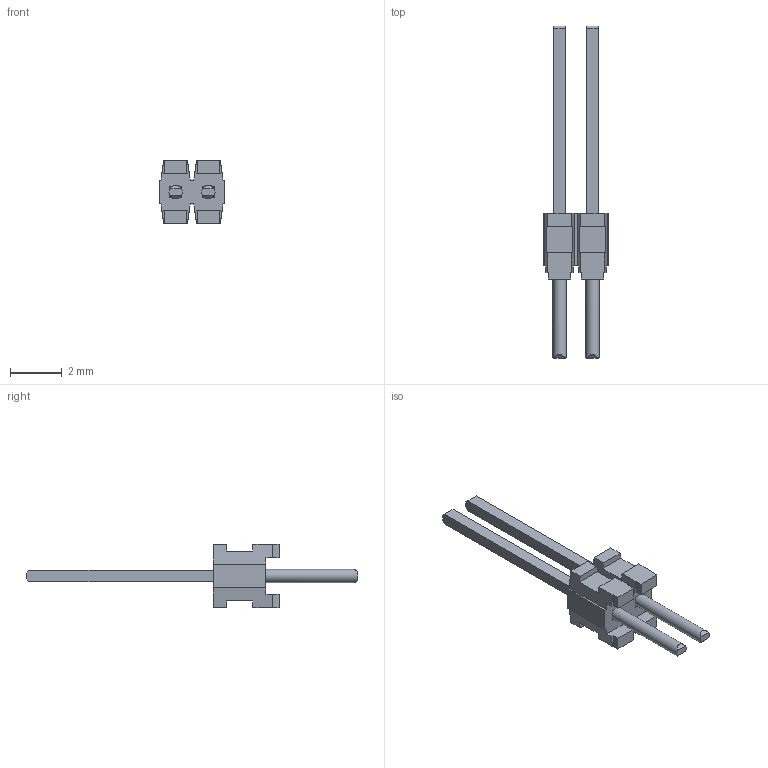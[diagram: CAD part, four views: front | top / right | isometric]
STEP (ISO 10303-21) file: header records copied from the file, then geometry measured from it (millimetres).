
FILE_DESCRIPTION(/* description */ ('STEP AP214'),/* implementation_level */ '2;1');
FILE_NAME(/* name */ 'TMS-102-53-L-S',/* time_stamp */ '2025-11-24T12:56:06+01:00',/* author */ ('License CC BY-ND 4.0'),/* organization */ ('CADENAS'),/* preprocessor_version */ 'ST-DEVELOPER v20',/* originating_system */ 'PARTsolutions',/* authorisation */ ' ');
FILE_SCHEMA (('AUTOMOTIVE_DESIGN {1 0 10303 214 3 1 1}'));
Length unit declared in the file: inch
Products named in the file (3): TMS-102-53-L-S; TMS-102-S_header; T-1M6-02-53-S
Assembly tree (2 placements, depth 2):
  TMS-102-53-L-S
    TMS-102-S_header
    T-1M6-02-53-S
Bounding box: 2.54 x 12.83 x 2.44 mm (x, y, z)
Volume: 15.9 mm3; surface area: 96.1 mm2
Topology: 2 solids, 2 shells, 105 faces, 296 edges, 196 vertices
Faces by surface type: plane 103, cylinder 2
Full cylindrical faces by diameter (mm): 0.508 x2
Entity records: 3386 total; most frequent: CARTESIAN_POINT 594, ORIENTED_EDGE 584, DIRECTION 518, EDGE_CURVE 292, LINE 282, VECTOR 282, VERTEX_POINT 194, AXIS2_PLACEMENT_3D 118
